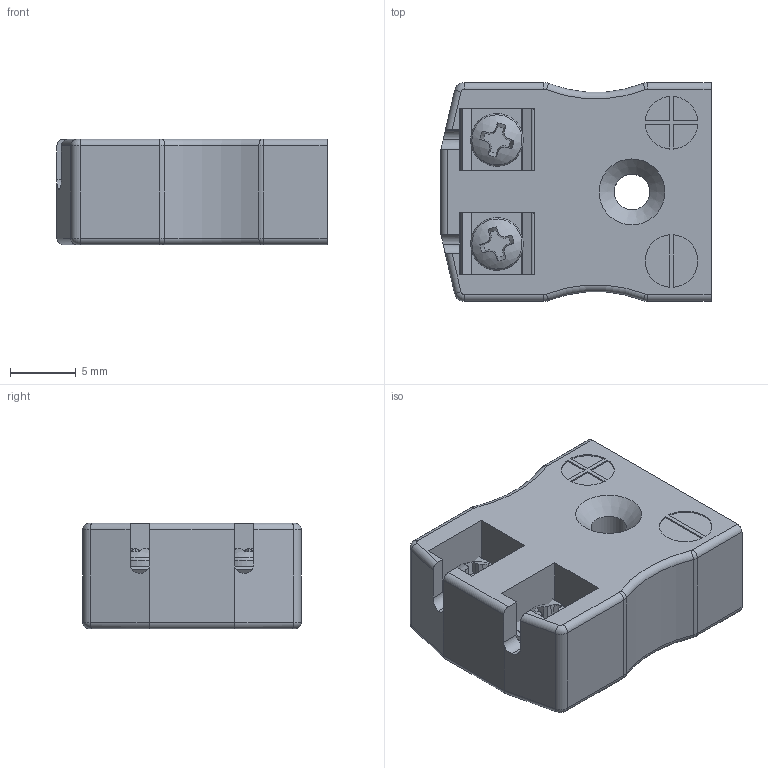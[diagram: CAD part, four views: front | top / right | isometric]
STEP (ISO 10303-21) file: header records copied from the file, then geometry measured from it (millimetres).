
FILE_DESCRIPTION (( 'STEP AP214' ), '1' );
FILE_NAME ('11438-211-Yellow-Mini inline socket QW old dwg see 20402.STEP', '2025-12-05T12:19:36', ( '' ), ( '' ), 'SwSTEP 2.0', 'SolidWorks 2014', '' );
FILE_SCHEMA (( 'AUTOMOTIVE_DESIGN' ));
Length unit declared in the file: millimetre
Products named in the file (7): 127-Miniature inline socket quick wire old dwg see 20402_Yellow; 114-Metal Connection Strip_W4.4mm; 125-Metal Wire Retainer; 11438-211-Yellow-Mini inline socket QW old dwg see 20402; 01-Metal Connection Strip; 114-Metal Connection Strip_W4.9mm; pan_head_phillip_mc_screw_m2_4.4mm Thread
Assembly tree (9 placements, depth 2):
  11438-211-Yellow-Mini inline socket QW old dwg see 20402
    127-Miniature inline socket quick wire old dwg see 20402_Yellow
    pan_head_phillip_mc_screw_m2_4.4mm Thread  x2
    125-Metal Wire Retainer  x2
    01-Metal Connection Strip  x2
    114-Metal Connection Strip_W4.4mm
    114-Metal Connection Strip_W4.9mm
Bounding box: 20.5 x 16.6 x 8 mm (x, y, z)
Volume: 2246.6 mm3; surface area: 2362.2 mm2
Topology: 9 solids, 9 shells, 298 faces, 918 edges, 650 vertices
Faces by surface type: plane 160, cylinder 80, bspline 24, torus 20, cone 12, sphere 2
Full cylindrical faces by diameter (mm): 1.6 x2, 2.1 x2, 2.7 x1, 4 x2
Entity records: 86183 total; most frequent: CARTESIAN_POINT 79998, ORIENTED_EDGE 1294, DIRECTION 1153, EDGE_CURVE 647, VERTEX_POINT 450, AXIS2_PLACEMENT_3D 403, VECTOR 347, LINE 347
